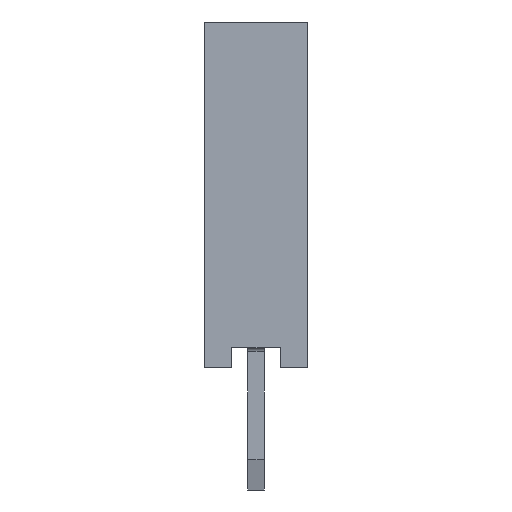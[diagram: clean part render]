
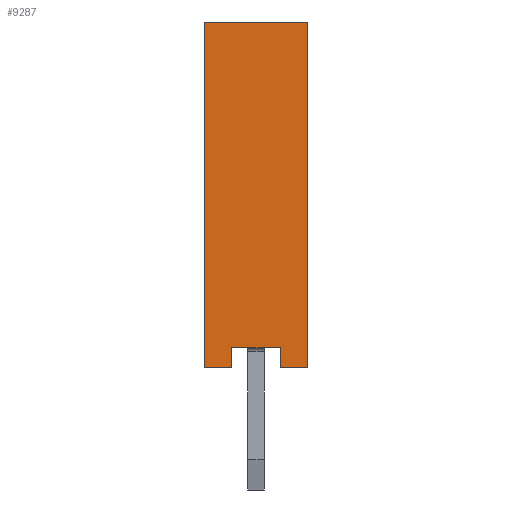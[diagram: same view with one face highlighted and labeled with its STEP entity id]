
A CAD part, left-side view. The second image highlights one B-rep face of the part: STEP entity #9287.
In plain terms, the highlighted planar face has unit normal (-1, 0, 0).
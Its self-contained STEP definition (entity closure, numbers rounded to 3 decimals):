
#9287=ADVANCED_FACE('',(#20013),#20015,.T.);
#20013=FACE_BOUND('',#20014,.T.);
#20014=EDGE_LOOP('',(#28793,#28794,#28795,#28796,#28797,#28798,#28799,#28800));
#20015=PLANE('',#20016);
#20016=AXIS2_PLACEMENT_3D('',#20017,#20018,#20019);
#20017=CARTESIAN_POINT('',(-1.27,1.27,0.));
#20018=DIRECTION('',(-1.,0.,0.));
#20019=DIRECTION('',(0.,-1.,0.));
#28793=ORIENTED_EDGE('',*,*,#33987,.T.);
#28794=ORIENTED_EDGE('',*,*,#33988,.T.);
#28795=ORIENTED_EDGE('',*,*,#33989,.T.);
#28796=ORIENTED_EDGE('',*,*,#33990,.F.);
#28797=ORIENTED_EDGE('',*,*,#33991,.F.);
#28798=ORIENTED_EDGE('',*,*,#33992,.T.);
#28799=ORIENTED_EDGE('',*,*,#33993,.T.);
#28800=ORIENTED_EDGE('',*,*,#32325,.T.);
#32325=EDGE_CURVE('',#37697,#37698,#37699,.T.);
#33987=EDGE_CURVE('',#37698,#40171,#40172,.F.);
#33988=EDGE_CURVE('',#40171,#40173,#40174,.T.);
#33989=EDGE_CURVE('',#40173,#40175,#40176,.T.);
#33990=EDGE_CURVE('',#40177,#40175,#40178,.T.);
#33991=EDGE_CURVE('',#40179,#40177,#40180,.T.);
#33992=EDGE_CURVE('',#40179,#40181,#40182,.T.);
#33993=EDGE_CURVE('',#40181,#37697,#40183,.F.);
#37697=VERTEX_POINT('',#47777);
#37698=VERTEX_POINT('',#47778);
#37699=LINE('',#47779,#47780);
#40171=VERTEX_POINT('',#53825);
#40172=LINE('',#53826,#53827);
#40173=VERTEX_POINT('',#53829);
#40174=LINE('',#53830,#53831);
#40175=VERTEX_POINT('',#53833);
#40176=LINE('',#53834,#53835);
#40177=VERTEX_POINT('',#53837);
#40178=LINE('',#53838,#53839);
#40179=VERTEX_POINT('',#53841);
#40180=LINE('',#53842,#53843);
#40181=VERTEX_POINT('',#53845);
#40182=LINE('',#53846,#53847);
#40183=LINE('',#53849,#53850);
#47777=CARTESIAN_POINT('',(-1.27,0.6,0.5));
#47778=CARTESIAN_POINT('',(-1.27,-0.6,0.5));
#47779=CARTESIAN_POINT('',(-1.27,0.6,0.5));
#47780=VECTOR('',#47781,1.);
#47781=DIRECTION('',(0.,-1.,0.));
#53825=CARTESIAN_POINT('',(-1.27,-0.6,0.));
#53826=CARTESIAN_POINT('',(-1.27,-0.6,0.));
#53827=VECTOR('',#53828,1.);
#53828=DIRECTION('',(0.,0.,1.));
#53829=CARTESIAN_POINT('',(-1.27,-1.27,0.));
#53830=CARTESIAN_POINT('',(-1.27,-0.6,0.));
#53831=VECTOR('',#53832,1.);
#53832=DIRECTION('',(0.,-1.,0.));
#53833=CARTESIAN_POINT('',(-1.27,-1.27,8.5));
#53834=CARTESIAN_POINT('',(-1.27,-1.27,0.));
#53835=VECTOR('',#53836,1.);
#53836=DIRECTION('',(0.,0.,1.));
#53837=CARTESIAN_POINT('',(-1.27,1.27,8.5));
#53838=CARTESIAN_POINT('',(-1.27,1.27,8.5));
#53839=VECTOR('',#53840,1.);
#53840=DIRECTION('',(0.,-1.,0.));
#53841=CARTESIAN_POINT('',(-1.27,1.27,0.));
#53842=CARTESIAN_POINT('',(-1.27,1.27,0.));
#53843=VECTOR('',#53844,1.);
#53844=DIRECTION('',(0.,0.,1.));
#53845=CARTESIAN_POINT('',(-1.27,0.6,0.));
#53846=CARTESIAN_POINT('',(-1.27,1.27,0.));
#53847=VECTOR('',#53848,1.);
#53848=DIRECTION('',(0.,-1.,0.));
#53849=CARTESIAN_POINT('',(-1.27,0.6,0.5));
#53850=VECTOR('',#53851,1.);
#53851=DIRECTION('',(0.,0.,-1.));
